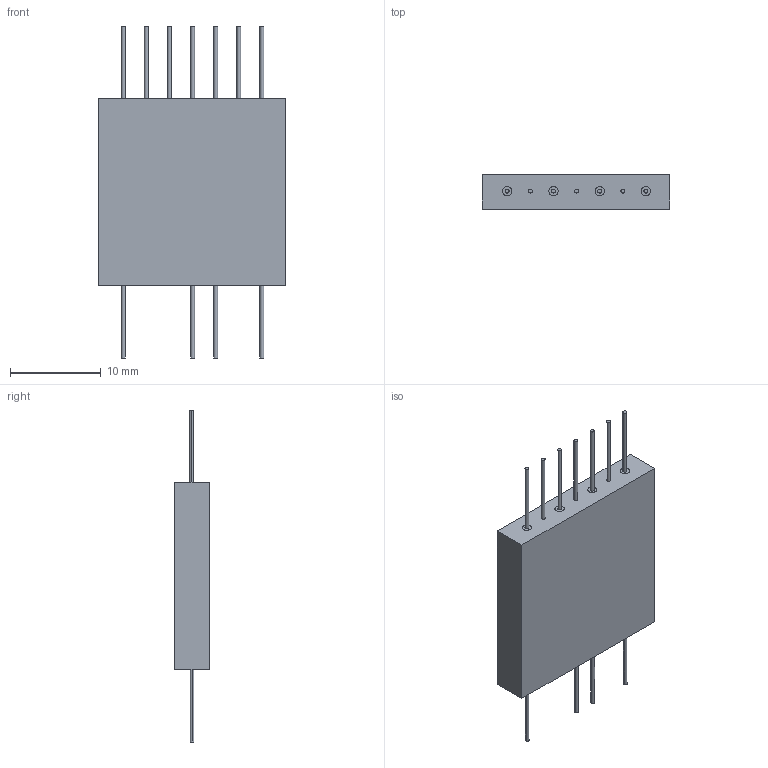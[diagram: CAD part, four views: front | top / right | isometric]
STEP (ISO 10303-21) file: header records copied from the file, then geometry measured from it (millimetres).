
FILE_DESCRIPTION (( 'STEP AP214' ), '1' );
FILE_NAME ('DL 140_C.STEP', '2022-07-28T14:20:28', ( '' ), ( '' ), 'SwSTEP 2.0', 'SolidWorks 2021', '' );
FILE_SCHEMA (( 'AUTOMOTIVE_DESIGN' ));
Length unit declared in the file: inch
Products named in the file (1): DL 140_C
Bounding box: 20.65 x 3.81 x 36.5 mm (x, y, z)
Volume: 1637 mm3; surface area: 1289.3 mm2
Topology: 1 solids, 1 shells, 616 faces, 1728 edges, 1152 vertices
Faces by surface type: cylinder 410, plane 190, bspline 16
Entity records: 21392 total; most frequent: CARTESIAN_POINT 4729, DIRECTION 3718, ORIENTED_EDGE 3456, EDGE_CURVE 1728, AXIS2_PLACEMENT_3D 1421, VERTEX_POINT 1152, VECTOR 876, LINE 876
